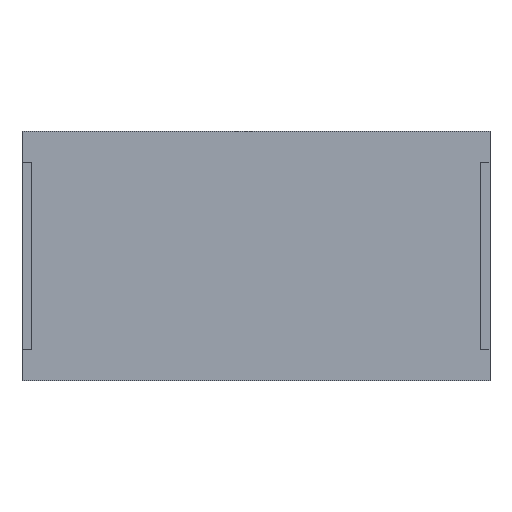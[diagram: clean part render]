
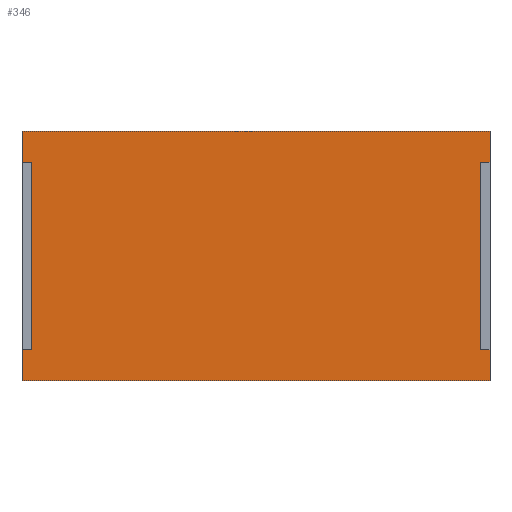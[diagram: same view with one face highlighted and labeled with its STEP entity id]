
A CAD part, front view. The second image highlights one B-rep face of the part: STEP entity #346.
In plain terms, the highlighted planar face has unit normal (0, -1, 0).
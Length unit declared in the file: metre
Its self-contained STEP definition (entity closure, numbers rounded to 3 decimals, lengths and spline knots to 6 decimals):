
#29 = VECTOR ( 'NONE', #1015, 1. ) ;
#62 = LINE ( 'NONE', #610, #1103 ) ;
#93 = CARTESIAN_POINT ( 'NONE',  ( -1.5, 0.725, 0.7 ) ) ;
#147 = ORIENTED_EDGE ( 'NONE', *, *, #958, .F. ) ;
#193 = VECTOR ( 'NONE', #730, 1. ) ;
#200 = CARTESIAN_POINT ( 'NONE',  ( 0., 0.725, -0.1 ) ) ;
#254 = FACE_OUTER_BOUND ( 'NONE', #823, .T. ) ;
#263 = ORIENTED_EDGE ( 'NONE', *, *, #1144, .F. ) ;
#346 = ADVANCED_FACE ( 'NONE', ( #254 ), #435, .T. ) ;
#372 = AXIS2_PLACEMENT_3D ( 'NONE', #1134, #598, #713 ) ;
#380 = ORIENTED_EDGE ( 'NONE', *, *, #1025, .F. ) ;
#435 = PLANE ( 'NONE',  #372 ) ;
#467 = CARTESIAN_POINT ( 'NONE',  ( 0., 0.725, -0.1 ) ) ;
#468 = VERTEX_POINT ( 'NONE', #978 ) ;
#486 = CARTESIAN_POINT ( 'NONE',  ( -1.5, 0.725, -0.1 ) ) ;
#509 = ORIENTED_EDGE ( 'NONE', *, *, #1176, .F. ) ;
#536 = VERTEX_POINT ( 'NONE', #93 ) ;
#576 = DIRECTION ( 'NONE',  ( 0., 0., -1. ) ) ;
#579 = VERTEX_POINT ( 'NONE', #467 ) ;
#597 = VERTEX_POINT ( 'NONE', #486 ) ;
#598 = DIRECTION ( 'NONE',  ( 0., -1., 0. ) ) ;
#610 = CARTESIAN_POINT ( 'NONE',  ( 0., 0.725, 0.7 ) ) ;
#616 = CARTESIAN_POINT ( 'NONE',  ( -1.5, 0.725, -0.1 ) ) ;
#655 = CARTESIAN_POINT ( 'NONE',  ( 0., 0.725, -0.1 ) ) ;
#713 = DIRECTION ( 'NONE',  ( 0., 0., -1. ) ) ;
#730 = DIRECTION ( 'NONE',  ( 0., 0., 1. ) ) ;
#768 = LINE ( 'NONE', #200, #778 ) ;
#778 = VECTOR ( 'NONE', #576, 1. ) ;
#823 = EDGE_LOOP ( 'NONE', ( #380, #263, #509, #147 ) ) ;
#844 = LINE ( 'NONE', #655, #29 ) ;
#958 = EDGE_CURVE ( 'NONE', #579, #597, #844, .T. ) ;
#972 = DIRECTION ( 'NONE',  ( 1., 0., 0. ) ) ;
#978 = CARTESIAN_POINT ( 'NONE',  ( 0., 0.725, 0.7 ) ) ;
#996 = LINE ( 'NONE', #616, #193 ) ;
#1015 = DIRECTION ( 'NONE',  ( -1., 0., 0. ) ) ;
#1025 = EDGE_CURVE ( 'NONE', #468, #579, #768, .T. ) ;
#1103 = VECTOR ( 'NONE', #972, 1. ) ;
#1134 = CARTESIAN_POINT ( 'NONE',  ( 0., 0.725, -0.1 ) ) ;
#1144 = EDGE_CURVE ( 'NONE', #536, #468, #62, .T. ) ;
#1176 = EDGE_CURVE ( 'NONE', #597, #536, #996, .T. ) ;
